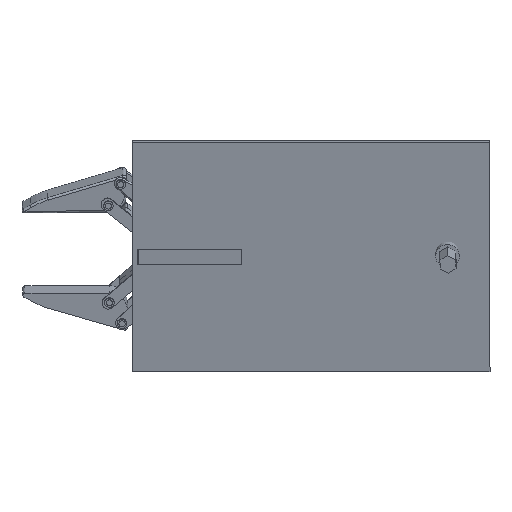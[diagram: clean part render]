
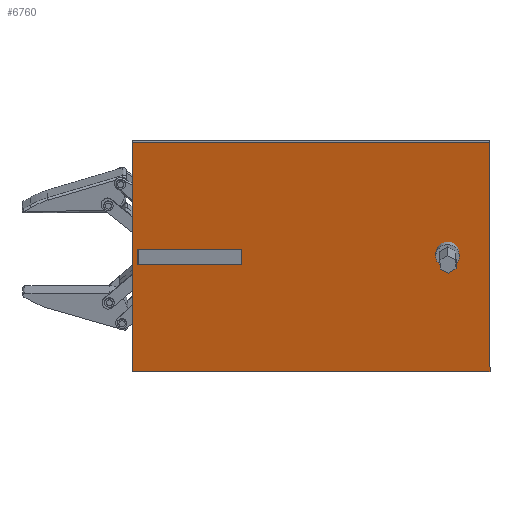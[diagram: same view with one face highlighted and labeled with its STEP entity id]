
A CAD part, left-side view. The second image highlights one B-rep face of the part: STEP entity #6760.
In plain terms, the highlighted face is planar.
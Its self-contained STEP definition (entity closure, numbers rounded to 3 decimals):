
#722=FACE_BOUND('',#1634,.T.);
#1205=FACE_OUTER_BOUND('',#1633,.T.);
#1633=EDGE_LOOP('',(#5378,#5379,#5380,#5381));
#1634=EDGE_LOOP('',(#5382,#5383,#5384,#5385));
#2163=LINE('',#11162,#2701);
#2167=LINE('',#11169,#2705);
#2175=LINE('',#11186,#2713);
#2177=LINE('',#11190,#2715);
#2179=LINE('',#11194,#2717);
#2181=LINE('',#11197,#2719);
#2182=LINE('',#11200,#2720);
#2184=LINE('',#11203,#2722);
#2701=VECTOR('',#9000,10.);
#2705=VECTOR('',#9006,10.);
#2713=VECTOR('',#9018,10.);
#2715=VECTOR('',#9022,10.);
#2717=VECTOR('',#9026,10.);
#2719=VECTOR('',#9030,10.);
#2720=VECTOR('',#9033,10.);
#2722=VECTOR('',#9037,10.);
#3207=VERTEX_POINT('',#11159);
#3208=VERTEX_POINT('',#11161);
#3210=VERTEX_POINT('',#11167);
#3216=VERTEX_POINT('',#11183);
#3217=VERTEX_POINT('',#11185);
#3218=VERTEX_POINT('',#11189);
#3219=VERTEX_POINT('',#11193);
#3220=VERTEX_POINT('',#11199);
#3968=EDGE_CURVE('',#3208,#3207,#2163,.T.);
#3972=EDGE_CURVE('',#3207,#3210,#2167,.T.);
#3980=EDGE_CURVE('',#3217,#3216,#2175,.T.);
#3982=EDGE_CURVE('',#3218,#3217,#2177,.T.);
#3984=EDGE_CURVE('',#3219,#3218,#2179,.T.);
#3986=EDGE_CURVE('',#3216,#3219,#2181,.T.);
#3987=EDGE_CURVE('',#3220,#3208,#2182,.T.);
#3989=EDGE_CURVE('',#3210,#3220,#2184,.T.);
#5378=ORIENTED_EDGE('',*,*,#3968,.T.);
#5379=ORIENTED_EDGE('',*,*,#3972,.T.);
#5380=ORIENTED_EDGE('',*,*,#3989,.T.);
#5381=ORIENTED_EDGE('',*,*,#3987,.T.);
#5382=ORIENTED_EDGE('',*,*,#3980,.T.);
#5383=ORIENTED_EDGE('',*,*,#3986,.T.);
#5384=ORIENTED_EDGE('',*,*,#3984,.T.);
#5385=ORIENTED_EDGE('',*,*,#3982,.T.);
#6484=PLANE('',#7555);
#6760=ADVANCED_FACE('',(#1205,#722),#6484,.T.);
#7555=AXIS2_PLACEMENT_3D('',#11204,#9038,#9039);
#9000=DIRECTION('',(0.,1.,0.));
#9006=DIRECTION('',(-1.,0.,0.));
#9018=DIRECTION('',(0.,1.,0.));
#9022=DIRECTION('',(-1.,0.,0.));
#9026=DIRECTION('',(0.,-1.,0.));
#9030=DIRECTION('',(1.,0.,0.));
#9033=DIRECTION('',(1.,0.,0.));
#9037=DIRECTION('',(0.,-1.,0.));
#9038=DIRECTION('center_axis',(0.,0.,1.));
#9039=DIRECTION('ref_axis',(1.,0.,0.));
#11159=CARTESIAN_POINT('',(-187.538,300.,10.));
#11161=CARTESIAN_POINT('',(-187.538,0.,10.));
#11162=CARTESIAN_POINT('',(-187.538,75.,10.));
#11167=CARTESIAN_POINT('',(-640.,300.,10.));
#11169=CARTESIAN_POINT('',(-640.,300.,10.));
#11183=CARTESIAN_POINT('',(-325.482,160.25,10.));
#11185=CARTESIAN_POINT('',(-325.482,139.75,10.));
#11186=CARTESIAN_POINT('',(-325.482,144.875,10.));
#11189=CARTESIAN_POINT('',(-194.482,139.75,10.));
#11190=CARTESIAN_POINT('',(-257.241,139.75,10.));
#11193=CARTESIAN_POINT('',(-194.482,160.25,10.));
#11194=CARTESIAN_POINT('',(-194.482,155.125,10.));
#11197=CARTESIAN_POINT('',(-322.741,160.25,10.));
#11199=CARTESIAN_POINT('',(-640.,0.,10.));
#11200=CARTESIAN_POINT('',(0.,0.,10.));
#11203=CARTESIAN_POINT('',(-640.,0.,10.));
#11204=CARTESIAN_POINT('Origin',(-320.,150.,10.));
